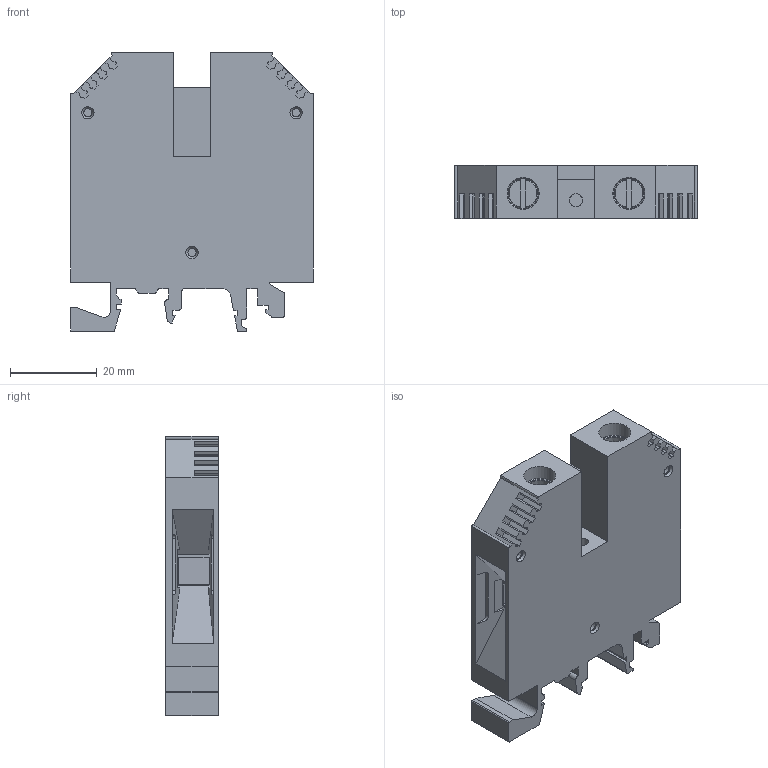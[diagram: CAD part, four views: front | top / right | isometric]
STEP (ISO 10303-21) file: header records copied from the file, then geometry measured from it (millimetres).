
FILE_DESCRIPTION(/* description */ ('Unknown'),/* implementation_level */ '2;1');
FILE_NAME(/* name */ 'BPN-16-AZ',/* time_stamp */ '2024-08-12T13:53:23-03:00',/* author */ ('Unknown'),/* organization */ ('Unknown'),/* preprocessor_version */ 'ST-DEVELOPER v16.7',/* originating_system */ 'Solid Edge',/* authorisation */ 'Unknown');
FILE_SCHEMA (('AUTOMOTIVE_DESIGN {1 0 10303 214 3 1 1}'));
Length unit declared in the file: millimetre
Products named in the file (1): bpn-016
Bounding box: 56 x 12.2 x 64.5 mm (x, y, z)
Volume: 30475.5 mm3; surface area: 12824.5 mm2
Topology: 1 solids, 1 shells, 302 faces, 828 edges, 538 vertices
Faces by surface type: plane 206, cylinder 67, torus 14, cone 10, bspline 5
Full cylindrical faces by diameter (mm): 2.3 x3, 3 x1, 7.4 x4
Entity records: 9377 total; most frequent: CARTESIAN_POINT 1696, ORIENTED_EDGE 1596, DIRECTION 1547, EDGE_CURVE 798, LINE 629, VECTOR 629, VERTEX_POINT 536, AXIS2_PLACEMENT_3D 459
